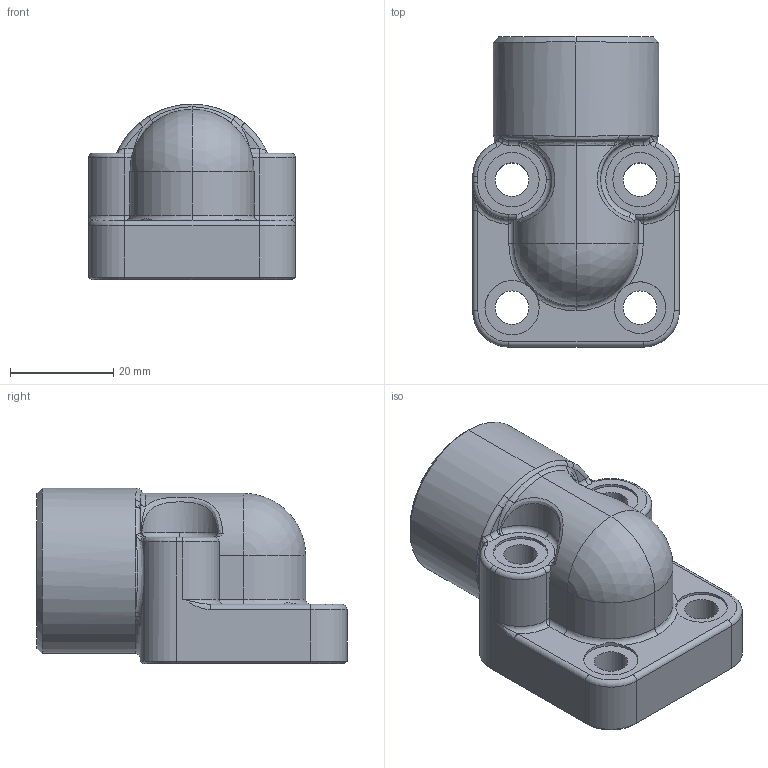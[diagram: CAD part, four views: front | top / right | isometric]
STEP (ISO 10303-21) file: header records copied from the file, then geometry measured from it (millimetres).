
FILE_DESCRIPTION(/* description */ ('Unknown'),/* implementation_level */ '2;1');
FILE_NAME(/* name */ 'AF.01460-001',/* time_stamp */ '2023-07-24T09:29:30+02:00',/* author */ ('Unknown'),/* organization */ ('Unknown'),/* preprocessor_version */ 'ST-DEVELOPER v18.102',/* originating_system */ 'Solid Edge',/* authorisation */ 'Unknown');
FILE_SCHEMA (('AUTOMOTIVE_DESIGN {1 0 10303 214 3 1 1}'));
Length unit declared in the file: millimetre
Products named in the file (2): AF; RIA35-012-SZ
Assembly tree (1 placements, depth 2):
  AF
    RIA35-012-SZ
Bounding box: 40 x 60 x 34 mm (x, y, z)
Volume: 36262.7 mm3; surface area: 12592 mm2
Topology: 1 solids, 1 shells, 151 faces, 359 edges, 202 vertices
Faces by surface type: cylinder 60, torus 29, plane 25, bspline 23, cone 10, sphere 4
Entity records: 5659 total; most frequent: CARTESIAN_POINT 2318, ORIENTED_EDGE 694, DIRECTION 693, EDGE_CURVE 347, AXIS2_PLACEMENT_3D 297, VERTEX_POINT 202, CIRCLE 167, EDGE_LOOP 165
